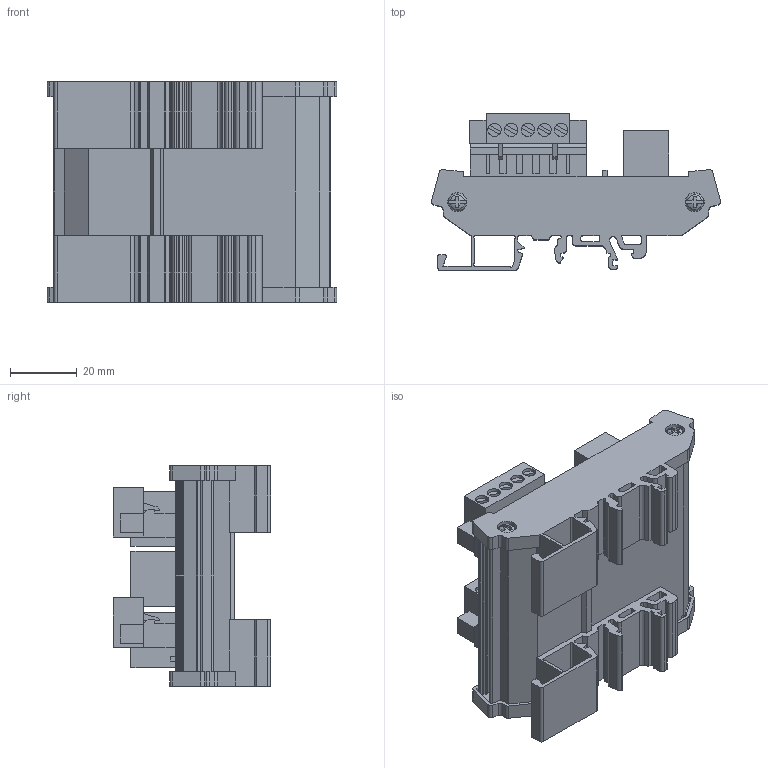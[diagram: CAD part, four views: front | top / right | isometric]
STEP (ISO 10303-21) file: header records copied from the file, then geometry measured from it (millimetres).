
FILE_DESCRIPTION(/* description */ ('Alibre Inc.'),/* implementation_level */ '2;1');
FILE_NAME(/* name */ 'export-2363853E-C41C-4DB4-8442-24A0046AB0BA',/* time_stamp */ '2025-01-11T15:01:30+01:00',/* author */ (''),/* organization */ (''),/* preprocessor_version */ 'ST-DEVELOPER v17',/* originating_system */ 'Alibre',/* authorisation */ '');
FILE_SCHEMA (('AUTOMOTIVE_DESIGN'));
Length unit declared in the file: millimetre
Bounding box: 86.78 x 47.24 x 66.2 mm (x, y, z)
Volume: 101267 mm3; surface area: 43212.6 mm2
Topology: 6 solids, 6 shells, 1389 faces, 3781 edges, 2464 vertices
Faces by surface type: plane 919, cylinder 410, bspline 40, revolution 16, sphere 4
Entity records: 55408 total; most frequent: CARTESIAN_POINT 20126, ORIENTED_EDGE 7506, DIRECTION 5842, EDGE_CURVE 3753, VECTOR 2671, LINE 2671, VERTEX_POINT 2464, AXIS2_PLACEMENT_3D 2037
